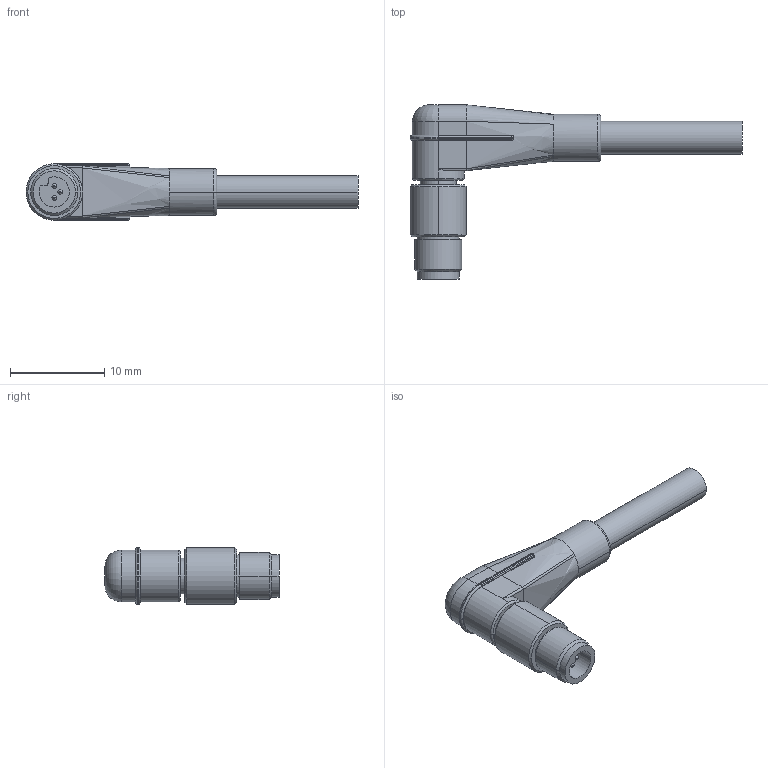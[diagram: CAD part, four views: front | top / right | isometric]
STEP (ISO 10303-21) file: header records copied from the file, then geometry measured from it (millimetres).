
FILE_DESCRIPTION(('SolidDesigner STEP Export'),'2;1');
FILE_NAME('1530375.stp','2012-08-30T12:02:58',(''),(''),'CoCreate Modeling STEP processor for AP214 (Solid Model)','CoCreate Modeling 16.00E 25-Sep-2009 (C) Parametric Technology GmbH','');
FILE_SCHEMA(('AUTOMOTIVE_DESIGN { 1 0 10303 214 1 1 1 1 }'));
Length unit declared in the file: millimetre
Products named in the file (2): 1530375
Assembly tree (1 placements, depth 2):
  1530375
    1530375
Bounding box: 35.25 x 18.5 x 6 mm (x, y, z)
Volume: 925.5 mm3; surface area: 896.1 mm2
Topology: 1 solids, 1 shells, 110 faces, 269 edges, 166 vertices
Faces by surface type: cylinder 52, plane 25, torus 15, bspline 8, cone 6, sphere 4
Entity records: 4073 total; most frequent: CARTESIAN_POINT 899, ORIENTED_EDGE 530, DIRECTION 412, EDGE_CURVE 265, VERTEX_POINT 166, AXIS2_PLACEMENT_3D 157, EDGE_LOOP 119, COLOUR_RGB 111
